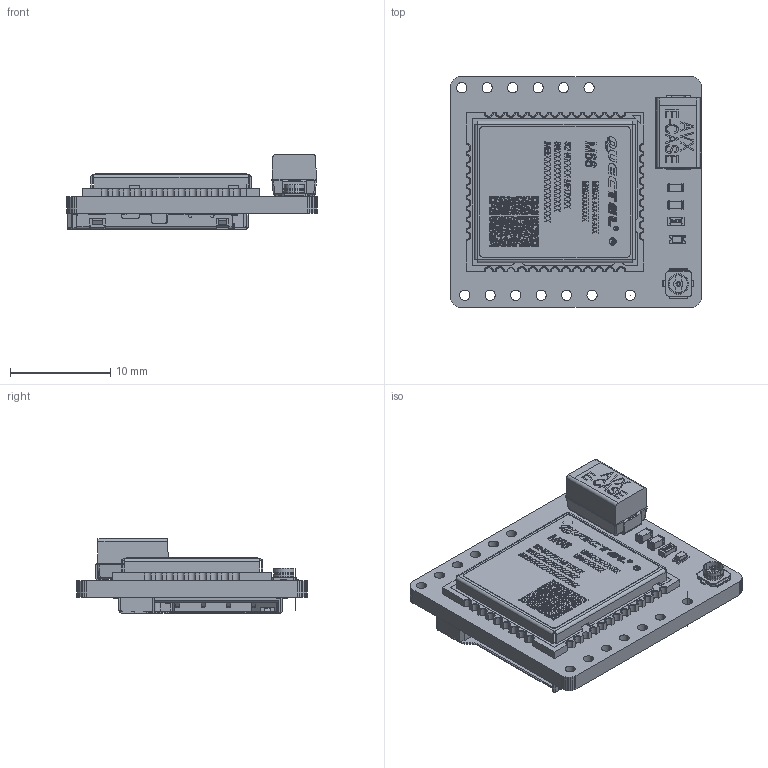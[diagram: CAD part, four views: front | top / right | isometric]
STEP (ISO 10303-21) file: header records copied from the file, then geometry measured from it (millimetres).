
FILE_DESCRIPTION(('PCB Model'),'2;1');
FILE_NAME('EVE NGSM.STEP','2022-01-22T20:37:12' ,('pritesh'),('Unspecified'),'Open CASCADE STEP processor 6.8', 'Proteus','Unknown');
FILE_SCHEMA(('AUTOMOTIVE_DESIGN { 1 0 10303 214 1 1 1 1 }'));
Length unit declared in the file: millimetre
Products named in the file (49): Open CASCADE STEP translator 6.8 1; Layer_1; Q; Open CASCADE STEP translator 6.8 1.2.1; Body_1; UFL2; Open CASCADE STEP translator 6.8 1.3.1; =>[0:1:1:3]; =>[0:1:1:4]; =>[0:1:1:5]; =>[0:1:1:6]; =>[0:1:1:7]; NET; Open CASCADE STEP translator 6.8 1.4.1; SHELL; R9; Open CASCADE STEP translator 6.8 1.5.1; C6; Open CASCADE STEP translator 6.8 1.6.1; SIM_HOLDER; Open CASCADE STEP translator 6.8 1.7.1; C1; Open CASCADE STEP translator 6.8 1.8.1; Part_3; Part_2; Part_1; C2; Open CASCADE STEP translator 6.8 1.9.1; J3; Open CASCADE STEP translator 6.8 1.10.1; Pin_1
Assembly tree (51 placements, depth 5):
  Open CASCADE STEP translator 6.8 1
    Layer_1
    Q
      Open CASCADE STEP translator 6.8 1.2.1
        Body_1
          (unnamed)
          (unnamed)
          (unnamed)
    UFL2
      Open CASCADE STEP translator 6.8 1.3.1
        Body_1
          =>[0:1:1:3]
          =>[0:1:1:4]
          =>[0:1:1:5]
          =>[0:1:1:6]
          =>[0:1:1:7]
    NET
      Open CASCADE STEP translator 6.8 1.4.1
        Body_1
          SHELL
          (unnamed)
          (unnamed)
          (unnamed)
          (unnamed)
    R9
      Open CASCADE STEP translator 6.8 1.5.1
        Body_1
          =>[0:1:1:3]
          =>[0:1:1:4]
          =>[0:1:1:5]
          =>[0:1:1:6]
    C6
      Open CASCADE STEP translator 6.8 1.6.1
        Body_1
    SIM_HOLDER
      Open CASCADE STEP translator 6.8 1.7.1
        Body_1
    C1
      Open CASCADE STEP translator 6.8 1.8.1
        Body_1
          Part_3
          Part_2
          Part_1
    C2
      Open CASCADE STEP translator 6.8 1.9.1
        Body_1
          Part_3
          Part_2
          Part_1
    J3
      Open CASCADE STEP translator 6.8 1.10.1
        Pin_1
Bounding box: 25 x 23 x 7.46 mm (x, y, z)
Volume: 1528.1 mm3; surface area: 4554.5 mm2
Topology: 26 solids, 27 shells, 6200 faces, 16438 edges, 10486 vertices
Faces by surface type: plane 5044, cylinder 862, bspline 240, sphere 28, cone 20, torus 6
Entity records: 242228 total; most frequent: CARTESIAN_POINT 50532, ORIENTED_EDGE 32634, DIRECTION 28303, EDGE_CURVE 16318, LINE 13807, VECTOR 13807, VERTEX_POINT 10493, AXIS2_PLACEMENT_3D 7248
